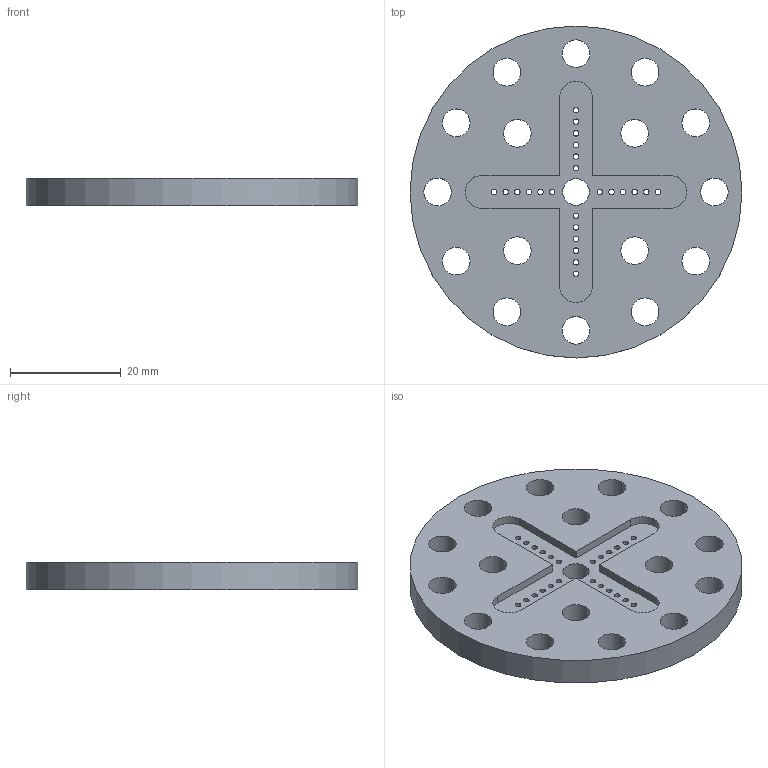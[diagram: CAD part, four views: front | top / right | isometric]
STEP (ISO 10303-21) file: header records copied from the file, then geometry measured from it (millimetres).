
FILE_DESCRIPTION(/* description */ (''),/* implementation_level */ '2;1');
FILE_NAME(/* name */ 'Servo_przelozenie.stp',/* time_stamp */ '2025-11-28T00:04:45+01:00',/* author */ ('juras'),/* organization */ (''),/* preprocessor_version */ 'ST-DEVELOPER v20',/* originating_system */ 'Autodesk Inventor 2025',/* authorisation */ '');
FILE_SCHEMA (('AUTOMOTIVE_DESIGN { 1 0 10303 214 3 1 1 }'));
Length unit declared in the file: millimetre
Products named in the file (1): Servo_przelozenie
Bounding box: 60 x 60 x 5 mm (x, y, z)
Volume: 11794.2 mm3; surface area: 7693 mm2
Topology: 1 solids, 1 shells, 57 faces, 162 edges, 111 vertices
Faces by surface type: cylinder 46, plane 11
Full cylindrical faces by diameter (mm): 1 x24, 4.8 x1, 5 x16, 60 x1
Entity records: 2130 total; most frequent: DIRECTION 370, CARTESIAN_POINT 331, ORIENTED_EDGE 324, EDGE_CURVE 162, AXIS2_PLACEMENT_3D 150, EDGE_LOOP 140, VERTEX_POINT 108, CIRCLE 92
